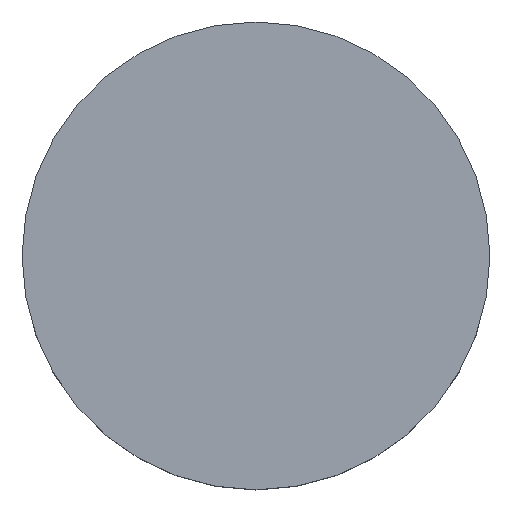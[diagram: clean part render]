
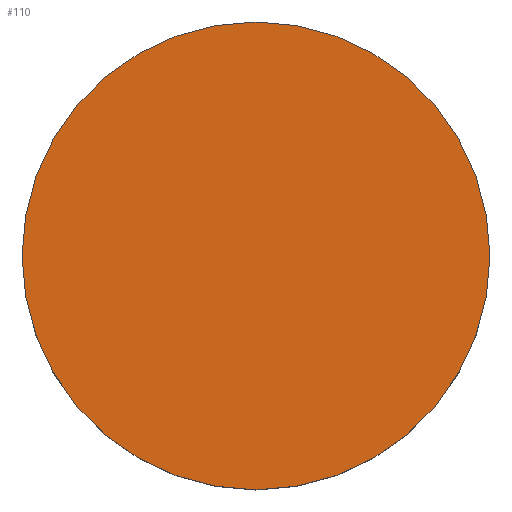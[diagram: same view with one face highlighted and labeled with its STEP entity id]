
A CAD part, top view. The second image highlights one B-rep face of the part: STEP entity #110.
In plain terms, the highlighted planar face has unit normal (0, 0, 1).
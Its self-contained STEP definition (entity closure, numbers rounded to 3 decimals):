
#37=FACE_OUTER_BOUND('',#47,.T.);
#47=EDGE_LOOP('',(#91));
#55=CIRCLE('',#146,7.25);
#63=VERTEX_POINT('',#208);
#73=EDGE_CURVE('',#63,#63,#55,.T.);
#91=ORIENTED_EDGE('',*,*,#73,.T.);
#104=PLANE('',#147);
#110=ADVANCED_FACE('',(#37),#104,.T.);
#146=AXIS2_PLACEMENT_3D('',#209,#176,#177);
#147=AXIS2_PLACEMENT_3D('',#211,#179,#180);
#176=DIRECTION('center_axis',(0.,0.,1.));
#177=DIRECTION('ref_axis',(1.,0.,0.));
#179=DIRECTION('center_axis',(0.,0.,1.));
#180=DIRECTION('ref_axis',(1.,0.,0.));
#208=CARTESIAN_POINT('',(-7.25,0.,18.));
#209=CARTESIAN_POINT('Origin',(0.,0.,18.));
#211=CARTESIAN_POINT('Origin',(0.,0.,18.));
